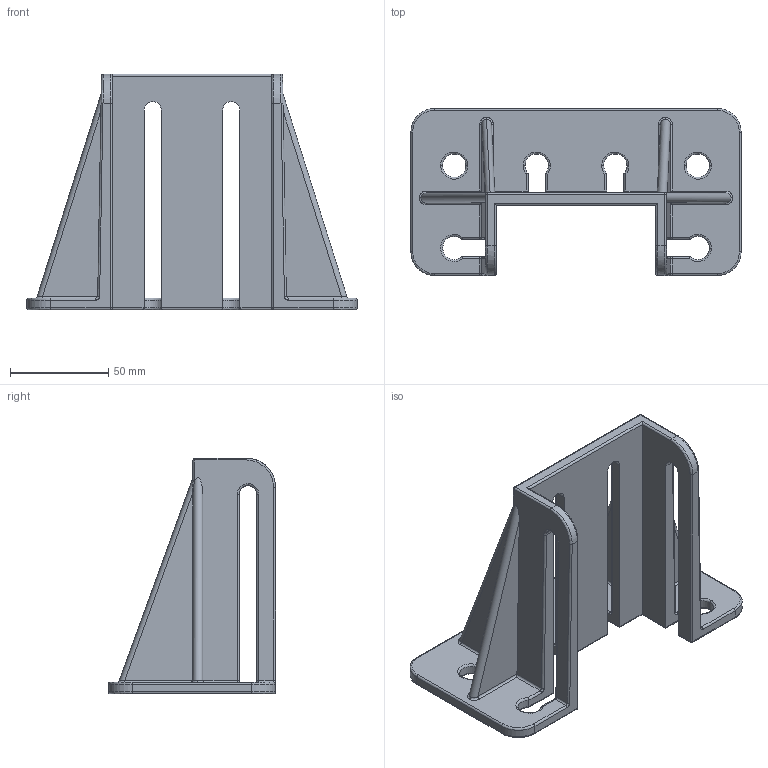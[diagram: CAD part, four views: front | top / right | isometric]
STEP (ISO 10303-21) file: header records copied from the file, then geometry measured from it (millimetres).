
FILE_DESCRIPTION (( 'STEP AP203' ), '1' );
FILE_NAME ('166392.step', '2023-10-19T17:05:19', ( '' ), ( '' ), 'SwSTEP 2.0', 'SolidWorks 2023', '' );
FILE_SCHEMA (( 'CONFIG_CONTROL_DESIGN' ));
Length unit declared in the file: inch
Products named in the file (1): 166392
Bounding box: 168 x 85 x 120 mm (x, y, z)
Volume: 193281.7 mm3; surface area: 73825.3 mm2
Topology: 1 solids, 1 shells, 195 faces, 486 edges, 281 vertices
Faces by surface type: cylinder 97, bspline 68, plane 30
Entity records: 7913 total; most frequent: CARTESIAN_POINT 3741, ORIENTED_EDGE 964, DIRECTION 759, EDGE_CURVE 482, VERTEX_POINT 281, AXIS2_PLACEMENT_3D 280, VECTOR 199, EDGE_LOOP 199
